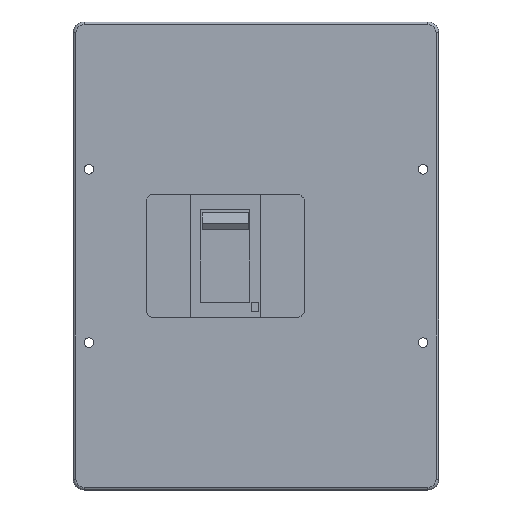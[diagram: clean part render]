
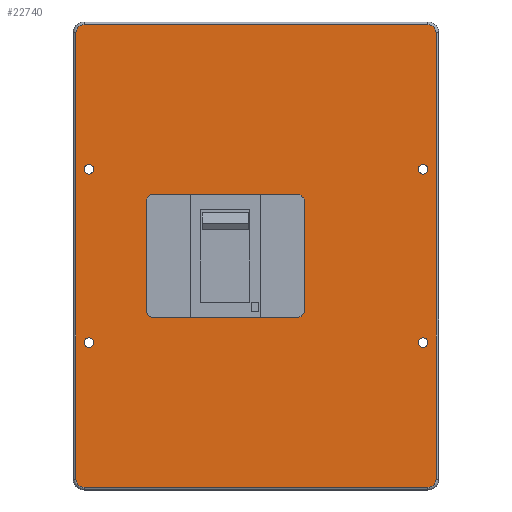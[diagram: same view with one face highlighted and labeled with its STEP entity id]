
A CAD part, top view. The second image highlights one B-rep face of the part: STEP entity #22740.
In plain terms, the highlighted planar face has unit normal (0, 0, 1).
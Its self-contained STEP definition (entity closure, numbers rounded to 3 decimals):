
#20690=CARTESIAN_POINT('',(0.,0.,0.));
#20700=DIRECTION('',(0.,0.,1.));
#20710=DIRECTION('',(1.,0.,0.));
#20720=AXIS2_PLACEMENT_3D('',#20690,#20700,#20710);
#20730=PLANE('',#20720);
#20740=CARTESIAN_POINT('',(355.882,685.,0.));
#20750=DIRECTION('',(0.,0.,1.));
#20760=DIRECTION('',(1.,0.,0.));
#20770=AXIS2_PLACEMENT_3D('',#20740,#20750,#20760);
#20780=CIRCLE('',#20770,3.5);
#20790=CARTESIAN_POINT('',(359.382,685.,0.));
#20800=VERTEX_POINT('',#20790);
#20810=CARTESIAN_POINT('',(352.382,685.,0.));
#20820=VERTEX_POINT('',#20810);
#20830=EDGE_CURVE('',#20800,#20820,#20780,.T.);
#20840=ORIENTED_EDGE('',*,*,#20830,.F.);
#20850=EDGE_CURVE('',#20820,#20800,#20780,.T.);
#20860=ORIENTED_EDGE('',*,*,#20850,.F.);
#20870=EDGE_LOOP('',(#20860,#20840));
#20880=FACE_BOUND('',#20870,.T.);
#20890=CARTESIAN_POINT('',(157.882,581.5,0.));
#20900=DIRECTION('',(0.,0.,1.));
#20910=DIRECTION('',(1.,0.,0.));
#20920=AXIS2_PLACEMENT_3D('',#20890,#20900,#20910);
#20930=CIRCLE('',#20920,5.);
#20940=CARTESIAN_POINT('',(152.882,581.5,0.));
#20950=VERTEX_POINT('',#20940);
#20960=CARTESIAN_POINT('',(157.882,576.5,0.));
#20970=VERTEX_POINT('',#20960);
#20980=EDGE_CURVE('',#20950,#20970,#20930,.T.);
#20990=ORIENTED_EDGE('',*,*,#20980,.F.);
#21000=CARTESIAN_POINT('',(0.,576.5,0.));
#21010=DIRECTION('',(1.,0.,0.));
#21020=VECTOR('',#21010,1.);
#21030=LINE('',#21000,#21020);
#21040=CARTESIAN_POINT('',(263.882,576.5,0.));
#21050=VERTEX_POINT('',#21040);
#21060=EDGE_CURVE('',#20970,#21050,#21030,.T.);
#21070=ORIENTED_EDGE('',*,*,#21060,.F.);
#21080=CARTESIAN_POINT('',(263.882,581.5,0.));
#21090=DIRECTION('',(0.,0.,1.));
#21100=DIRECTION('',(1.,0.,0.));
#21110=AXIS2_PLACEMENT_3D('',#21080,#21090,#21100);
#21120=CIRCLE('',#21110,5.);
#21130=CARTESIAN_POINT('',(268.882,581.5,0.));
#21140=VERTEX_POINT('',#21130);
#21150=EDGE_CURVE('',#21050,#21140,#21120,.T.);
#21160=ORIENTED_EDGE('',*,*,#21150,.F.);
#21170=CARTESIAN_POINT('',(268.882,0.,0.));
#21180=DIRECTION('',(0.,1.,0.));
#21190=VECTOR('',#21180,1.);
#21200=LINE('',#21170,#21190);
#21210=CARTESIAN_POINT('',(268.882,661.5,0.));
#21220=VERTEX_POINT('',#21210);
#21230=EDGE_CURVE('',#21140,#21220,#21200,.T.);
#21240=ORIENTED_EDGE('',*,*,#21230,.F.);
#21250=CARTESIAN_POINT('',(263.882,661.5,0.));
#21260=DIRECTION('',(0.,0.,1.));
#21270=DIRECTION('',(1.,0.,0.));
#21280=AXIS2_PLACEMENT_3D('',#21250,#21260,#21270);
#21290=CIRCLE('',#21280,5.);
#21300=CARTESIAN_POINT('',(263.882,666.5,0.));
#21310=VERTEX_POINT('',#21300);
#21320=EDGE_CURVE('',#21220,#21310,#21290,.T.);
#21330=ORIENTED_EDGE('',*,*,#21320,.F.);
#21340=CARTESIAN_POINT('',(0.,666.5,0.));
#21350=DIRECTION('',(-1.,0.,0.));
#21360=VECTOR('',#21350,1.);
#21370=LINE('',#21340,#21360);
#21380=CARTESIAN_POINT('',(157.882,666.5,0.));
#21390=VERTEX_POINT('',#21380);
#21400=EDGE_CURVE('',#21310,#21390,#21370,.T.);
#21410=ORIENTED_EDGE('',*,*,#21400,.F.);
#21420=CARTESIAN_POINT('',(157.882,661.5,0.));
#21430=DIRECTION('',(0.,0.,1.));
#21440=DIRECTION('',(1.,0.,0.));
#21450=AXIS2_PLACEMENT_3D('',#21420,#21430,#21440);
#21460=CIRCLE('',#21450,5.);
#21470=CARTESIAN_POINT('',(152.882,661.5,0.));
#21480=VERTEX_POINT('',#21470);
#21490=EDGE_CURVE('',#21390,#21480,#21460,.T.);
#21500=ORIENTED_EDGE('',*,*,#21490,.F.);
#21510=CARTESIAN_POINT('',(152.882,0.,0.));
#21520=DIRECTION('',(0.,1.,0.));
#21530=VECTOR('',#21520,1.);
#21540=LINE('',#21510,#21530);
#21550=EDGE_CURVE('',#20950,#21480,#21540,.T.);
#21560=ORIENTED_EDGE('',*,*,#21550,.T.);
#21570=EDGE_LOOP('',(#21560,#21500,#21410,#21330,#21240,#21160,#21070,
#20990));
#21580=FACE_BOUND('',#21570,.T.);
#21590=CARTESIAN_POINT('',(110.882,558.,0.));
#21600=DIRECTION('',(0.,0.,1.));
#21610=DIRECTION('',(1.,0.,0.));
#21620=AXIS2_PLACEMENT_3D('',#21590,#21600,#21610);
#21630=CIRCLE('',#21620,3.5);
#21640=CARTESIAN_POINT('',(114.382,558.,0.));
#21650=VERTEX_POINT('',#21640);
#21660=CARTESIAN_POINT('',(107.382,558.,0.));
#21670=VERTEX_POINT('',#21660);
#21680=EDGE_CURVE('',#21650,#21670,#21630,.T.);
#21690=ORIENTED_EDGE('',*,*,#21680,.F.);
#21700=EDGE_CURVE('',#21670,#21650,#21630,.T.);
#21710=ORIENTED_EDGE('',*,*,#21700,.F.);
#21720=EDGE_LOOP('',(#21710,#21690));
#21730=FACE_BOUND('',#21720,.T.);
#21740=CARTESIAN_POINT('',(110.882,685.,0.));
#21750=DIRECTION('',(0.,0.,1.));
#21760=DIRECTION('',(1.,0.,0.));
#21770=AXIS2_PLACEMENT_3D('',#21740,#21750,#21760);
#21780=CIRCLE('',#21770,3.5);
#21790=CARTESIAN_POINT('',(114.382,685.,0.));
#21800=VERTEX_POINT('',#21790);
#21810=CARTESIAN_POINT('',(107.382,685.,0.));
#21820=VERTEX_POINT('',#21810);
#21830=EDGE_CURVE('',#21800,#21820,#21780,.T.);
#21840=ORIENTED_EDGE('',*,*,#21830,.F.);
#21850=EDGE_CURVE('',#21820,#21800,#21780,.T.);
#21860=ORIENTED_EDGE('',*,*,#21850,.F.);
#21870=EDGE_LOOP('',(#21860,#21840));
#21880=FACE_BOUND('',#21870,.T.);
#21890=CARTESIAN_POINT('',(355.882,558.,0.));
#21900=DIRECTION('',(0.,0.,1.));
#21910=DIRECTION('',(1.,0.,0.));
#21920=AXIS2_PLACEMENT_3D('',#21890,#21900,#21910);
#21930=CIRCLE('',#21920,3.5);
#21940=CARTESIAN_POINT('',(359.382,558.,0.));
#21950=VERTEX_POINT('',#21940);
#21960=CARTESIAN_POINT('',(352.382,558.,0.));
#21970=VERTEX_POINT('',#21960);
#21980=EDGE_CURVE('',#21950,#21970,#21930,.T.);
#21990=ORIENTED_EDGE('',*,*,#21980,.F.);
#22000=EDGE_CURVE('',#21970,#21950,#21930,.T.);
#22010=ORIENTED_EDGE('',*,*,#22000,.F.);
#22020=EDGE_LOOP('',(#22010,#21990));
#22030=FACE_BOUND('',#22020,.T.);
#22040=CARTESIAN_POINT('',(0.,452.,0.));
#22050=DIRECTION('',(-1.,0.,0.));
#22060=VECTOR('',#22050,1.);
#22070=LINE('',#22040,#22060);
#22080=CARTESIAN_POINT('',(359.382,452.,0.));
#22090=VERTEX_POINT('',#22080);
#22100=CARTESIAN_POINT('',(107.382,452.,0.));
#22110=VERTEX_POINT('',#22100);
#22120=EDGE_CURVE('',#22090,#22110,#22070,.T.);
#22130=ORIENTED_EDGE('',*,*,#22120,.F.);
#22140=CARTESIAN_POINT('',(107.382,458.,0.));
#22150=DIRECTION('',(0.,0.,1.));
#22160=DIRECTION('',(1.,0.,0.));
#22170=AXIS2_PLACEMENT_3D('',#22140,#22150,#22160);
#22180=CIRCLE('',#22170,6.);
#22190=CARTESIAN_POINT('',(101.382,458.,0.));
#22200=VERTEX_POINT('',#22190);
#22210=EDGE_CURVE('',#22200,#22110,#22180,.T.);
#22220=ORIENTED_EDGE('',*,*,#22210,.T.);
#22230=CARTESIAN_POINT('',(101.382,0.,0.));
#22240=DIRECTION('',(0.,1.,0.));
#22250=VECTOR('',#22240,1.);
#22260=LINE('',#22230,#22250);
#22270=CARTESIAN_POINT('',(101.382,785.,0.));
#22280=VERTEX_POINT('',#22270);
#22290=EDGE_CURVE('',#22200,#22280,#22260,.T.);
#22300=ORIENTED_EDGE('',*,*,#22290,.F.);
#22310=CARTESIAN_POINT('',(107.382,785.,0.));
#22320=DIRECTION('',(0.,0.,1.));
#22330=DIRECTION('',(1.,0.,0.));
#22340=AXIS2_PLACEMENT_3D('',#22310,#22320,#22330);
#22350=CIRCLE('',#22340,6.);
#22360=CARTESIAN_POINT('',(107.382,791.,0.));
#22370=VERTEX_POINT('',#22360);
#22380=EDGE_CURVE('',#22370,#22280,#22350,.T.);
#22390=ORIENTED_EDGE('',*,*,#22380,.T.);
#22400=CARTESIAN_POINT('',(0.,791.,0.));
#22410=DIRECTION('',(1.,0.,0.));
#22420=VECTOR('',#22410,1.);
#22430=LINE('',#22400,#22420);
#22440=CARTESIAN_POINT('',(359.382,791.,0.));
#22450=VERTEX_POINT('',#22440);
#22460=EDGE_CURVE('',#22370,#22450,#22430,.T.);
#22470=ORIENTED_EDGE('',*,*,#22460,.F.);
#22480=CARTESIAN_POINT('',(359.382,785.,0.));
#22490=DIRECTION('',(0.,0.,1.));
#22500=DIRECTION('',(1.,0.,0.));
#22510=AXIS2_PLACEMENT_3D('',#22480,#22490,#22500);
#22520=CIRCLE('',#22510,6.);
#22530=CARTESIAN_POINT('',(365.382,785.,0.));
#22540=VERTEX_POINT('',#22530);
#22550=EDGE_CURVE('',#22540,#22450,#22520,.T.);
#22560=ORIENTED_EDGE('',*,*,#22550,.T.);
#22570=CARTESIAN_POINT('',(365.382,0.,0.));
#22580=DIRECTION('',(0.,-1.,0.));
#22590=VECTOR('',#22580,1.);
#22600=LINE('',#22570,#22590);
#22610=CARTESIAN_POINT('',(365.382,458.,0.));
#22620=VERTEX_POINT('',#22610);
#22630=EDGE_CURVE('',#22540,#22620,#22600,.T.);
#22640=ORIENTED_EDGE('',*,*,#22630,.F.);
#22650=CARTESIAN_POINT('',(359.382,458.,0.));
#22660=DIRECTION('',(0.,0.,1.));
#22670=DIRECTION('',(1.,0.,0.));
#22680=AXIS2_PLACEMENT_3D('',#22650,#22660,#22670);
#22690=CIRCLE('',#22680,6.);
#22700=EDGE_CURVE('',#22090,#22620,#22690,.T.);
#22710=ORIENTED_EDGE('',*,*,#22700,.T.);
#22720=EDGE_LOOP('',(#22710,#22640,#22560,#22470,#22390,#22300,#22220,
#22130));
#22730=FACE_OUTER_BOUND('',#22720,.T.);
#22740=ADVANCED_FACE('',(#20880,#21580,#21730,#21880,#22030,#22730),
#20730,.T.);
